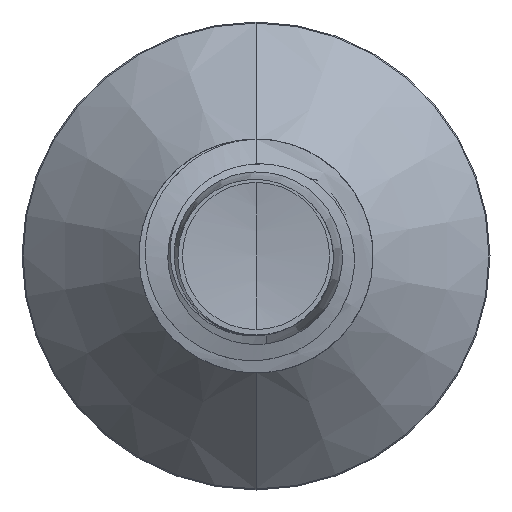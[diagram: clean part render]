
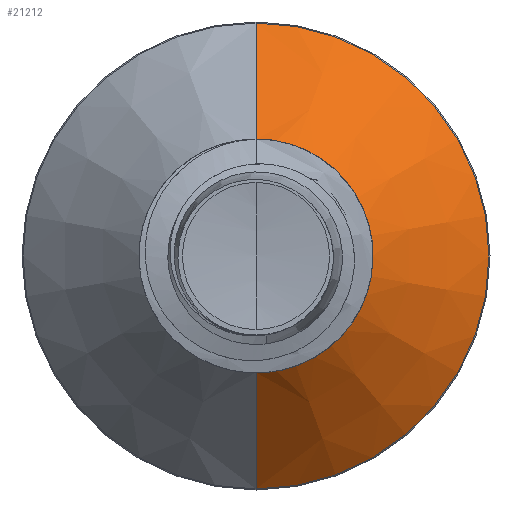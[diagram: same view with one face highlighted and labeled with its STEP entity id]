
A CAD part, front view. The second image highlights one B-rep face of the part: STEP entity #21212.
In plain terms, the highlighted conical face has half-angle 45 degrees and reference radius 0.996 mm.
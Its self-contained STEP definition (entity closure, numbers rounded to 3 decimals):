
#981 = CARTESIAN_POINT ( 'NONE',  ( 0., 8.646, -0.996 ) ) ;
#3618 = CIRCLE ( 'NONE', #21569, 0.996 ) ;
#3803 = DIRECTION ( 'NONE',  ( 0., 1., 0. ) ) ;
#4737 = CARTESIAN_POINT ( 'NONE',  ( 0., 8.646, 0.996 ) ) ;
#6432 = CARTESIAN_POINT ( 'NONE',  ( 0., 8.646, 0. ) ) ;
#6661 = AXIS2_PLACEMENT_3D ( 'NONE', #19459, #3803, #21885 ) ;
#6753 = CARTESIAN_POINT ( 'NONE',  ( 0., 9.641, -1.991 ) ) ;
#7016 = CARTESIAN_POINT ( 'NONE',  ( 0., 8.646, 0. ) ) ;
#7367 = CARTESIAN_POINT ( 'NONE',  ( 0., 9.641, 1.991 ) ) ;
#7592 = DIRECTION ( 'NONE',  ( 0., 0.707, 0.707 ) ) ;
#8284 = EDGE_CURVE ( 'NONE', #13429, #18804, #26931, .T. ) ;
#9109 = DIRECTION ( 'NONE',  ( 0., 0., 1. ) ) ;
#11479 = CONICAL_SURFACE ( 'NONE', #32612, 0.996, 0.785 ) ;
#12817 = CARTESIAN_POINT ( 'NONE',  ( 0., 8.646, -0.996 ) ) ;
#13429 = VERTEX_POINT ( 'NONE', #981 ) ;
#14174 = EDGE_LOOP ( 'NONE', ( #19803, #19190, #19067, #18533 ) ) ;
#14350 = CIRCLE ( 'NONE', #6661, 1.991 ) ;
#15251 = DIRECTION ( 'NONE',  ( 0., 0.707, -0.707 ) ) ;
#17345 = EDGE_CURVE ( 'NONE', #23453, #21395, #29020, .T. ) ;
#18533 = ORIENTED_EDGE ( 'NONE', *, *, #17345, .F. ) ;
#18559 = VECTOR ( 'NONE', #7592, 1000. ) ;
#18804 = VERTEX_POINT ( 'NONE', #6753 ) ;
#19067 = ORIENTED_EDGE ( 'NONE', *, *, #19395, .F. ) ;
#19190 = ORIENTED_EDGE ( 'NONE', *, *, #8284, .T. ) ;
#19395 = EDGE_CURVE ( 'NONE', #21395, #18804, #14350, .T. ) ;
#19459 = CARTESIAN_POINT ( 'NONE',  ( 0., 9.641, 0. ) ) ;
#19803 = ORIENTED_EDGE ( 'NONE', *, *, #28562, .T. ) ;
#21212 = ADVANCED_FACE ( 'NONE', ( #25342 ), #11479, .T. ) ;
#21395 = VERTEX_POINT ( 'NONE', #7367 ) ;
#21569 = AXIS2_PLACEMENT_3D ( 'NONE', #6432, #24063, #9109 ) ;
#21885 = DIRECTION ( 'NONE',  ( 0., 0., 1. ) ) ;
#22228 = DIRECTION ( 'NONE',  ( 0., 1., 0. ) ) ;
#23453 = VERTEX_POINT ( 'NONE', #32729 ) ;
#24063 = DIRECTION ( 'NONE',  ( 0., 1., 0. ) ) ;
#25342 = FACE_OUTER_BOUND ( 'NONE', #14174, .T. ) ;
#26931 = LINE ( 'NONE', #12817, #32601 ) ;
#28562 = EDGE_CURVE ( 'NONE', #23453, #13429, #3618, .T. ) ;
#29020 = LINE ( 'NONE', #4737, #18559 ) ;
#29278 = DIRECTION ( 'NONE',  ( 0., 0., 1. ) ) ;
#32601 = VECTOR ( 'NONE', #15251, 1000. ) ;
#32612 = AXIS2_PLACEMENT_3D ( 'NONE', #7016, #22228, #29278 ) ;
#32729 = CARTESIAN_POINT ( 'NONE',  ( 0., 8.646, 0.996 ) ) ;
